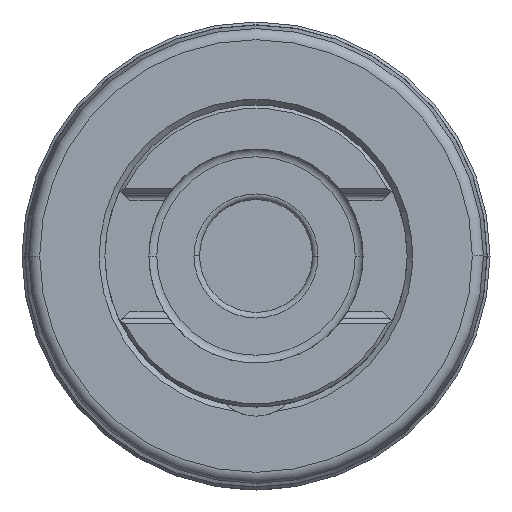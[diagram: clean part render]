
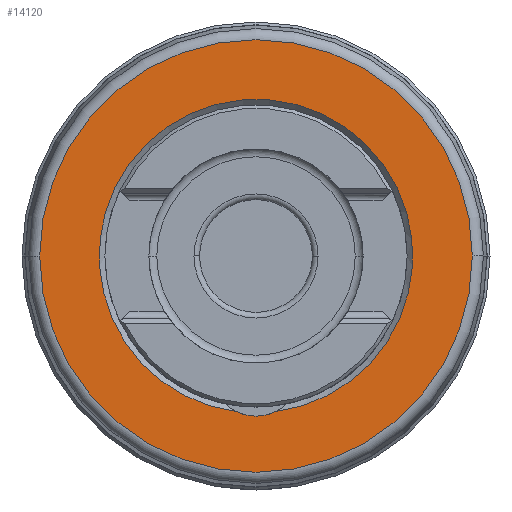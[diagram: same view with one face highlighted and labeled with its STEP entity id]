
A CAD part, front view. The second image highlights one B-rep face of the part: STEP entity #14120.
In plain terms, the highlighted planar face has unit normal (0, -1, 0).
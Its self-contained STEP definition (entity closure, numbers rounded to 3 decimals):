
#3958=CARTESIAN_POINT('',(0.,-10.,0.));
#3959=DIRECTION('',(0.,1.,0.));
#3960=DIRECTION('',(-0.127,0.,-0.992));
#3961=AXIS2_PLACEMENT_3D('',#3958,#3959,#3960);
#5444=CARTESIAN_POINT('',(0.,-10.,0.));
#5445=DIRECTION('',(0.,1.,0.));
#5446=DIRECTION('',(-1.,0.,0.));
#5447=AXIS2_PLACEMENT_3D('',#5444,#5445,#5446);
#5459=CARTESIAN_POINT('',(0.,-10.,0.));
#5460=DIRECTION('',(0.,1.,0.));
#5461=DIRECTION('',(1.,0.,0.));
#5462=AXIS2_PLACEMENT_3D('',#5459,#5460,#5461);
#5469=CARTESIAN_POINT('',(0.,-10.,-10.2));
#5470=DIRECTION('',(0.,-1.,0.));
#5471=DIRECTION('',(-0.443,0.,-0.897));
#5472=AXIS2_PLACEMENT_3D('',#5469,#5470,#5471);
#6653=CARTESIAN_POINT('',(-19.18,-10.,0.));
#6654=CARTESIAN_POINT('',(19.18,-10.,0.));
#6655=VERTEX_POINT('',#6653);
#6656=VERTEX_POINT('',#6654);
#6709=CARTESIAN_POINT('',(-1.771,-10.,-13.787));
#6710=CARTESIAN_POINT('',(1.771,-10.,-13.787));
#6711=VERTEX_POINT('',#6709);
#6712=VERTEX_POINT('',#6710);
#14107=CARTESIAN_POINT('',(0.,-10.,0.));
#14108=DIRECTION('',(0.,-1.,0.));
#14109=DIRECTION('',(-1.,0.,0.));
#14110=AXIS2_PLACEMENT_3D('',#14107,#14108,#14109);
#14111=PLANE('',#14110);
#14112=ORIENTED_EDGE('',*,*,#14087,.T.);
#14113=ORIENTED_EDGE('',*,*,#14101,.T.);
#14114=EDGE_LOOP('',(#14112,#14113));
#14115=FACE_OUTER_BOUND('',#14114,.F.);
#14116=ORIENTED_EDGE('',*,*,#13136,.T.);
#14117=ORIENTED_EDGE('',*,*,#12259,.F.);
#14118=EDGE_LOOP('',(#14116,#14117));
#14119=FACE_BOUND('',#14118,.F.);
#14120=ADVANCED_FACE('',(#14115,#14119),#14111,.T.);
#3962=CIRCLE('',#3961,13.9);
#5448=CIRCLE('',#5447,19.18);
#5463=CIRCLE('',#5462,19.18);
#5473=CIRCLE('',#5472,4.);
#12259=EDGE_CURVE('',#6711,#6712,#3962,.T.);
#13136=EDGE_CURVE('',#6711,#6712,#5473,.T.);
#14087=EDGE_CURVE('',#6655,#6656,#5448,.T.);
#14101=EDGE_CURVE('',#6656,#6655,#5463,.T.);
